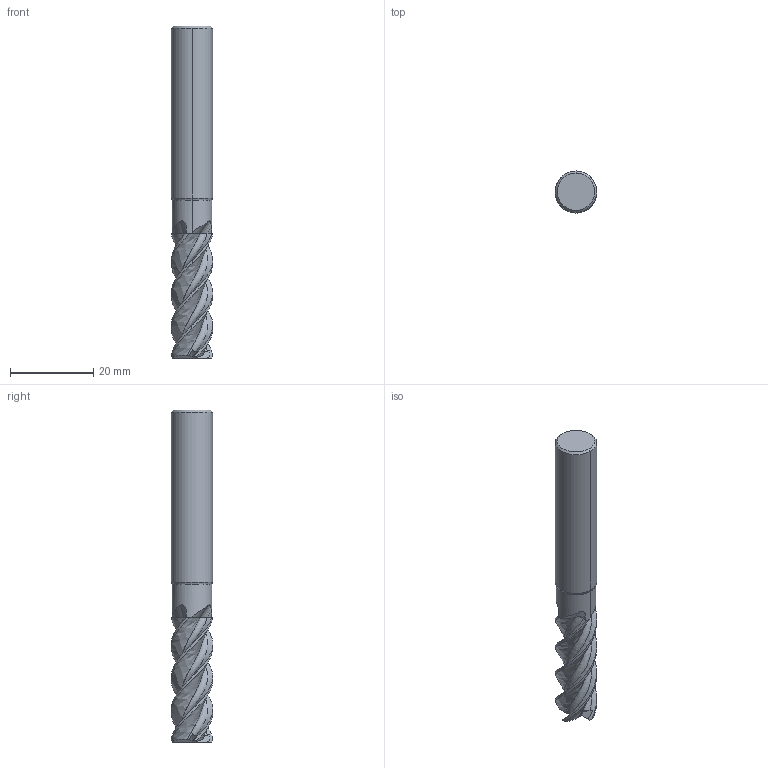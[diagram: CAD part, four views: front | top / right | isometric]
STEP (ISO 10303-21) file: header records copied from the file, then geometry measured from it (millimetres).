
FILE_DESCRIPTION(('no description'),'unknown implementation level');
FILE_NAME('BCU1-M02-0113-10-Detail.stp',' ',('CIMSOURCE GmbH'),('CADClick - KiM GmbH - www.kimweb.de'),'unknown preprocess','ACIS','unknown authorization');
FILE_SCHEMA(('automotive_design'));
Length unit declared in the file: millimetre
Products named in the file (2): NOCUT; CUT
Bounding box: 10 x 10 x 80 mm (x, y, z)
Volume: 5091.5 mm3; surface area: 2891.6 mm2
Topology: 2 solids, 2 shells, 107 faces, 296 edges, 189 vertices
Faces by surface type: bspline 36, plane 33, cone 22, revolution 12, cylinder 4
Entity records: 24198 total; most frequent: CARTESIAN_POINT 18604, STYLED_ITEM 590, PRESENTATION_STYLE_ASSIGNMENT 590, COLOUR_RGB 590, ORIENTED_EDGE 584, DIRECTION 308, EDGE_CURVE 292, CURVE_STYLE 292
